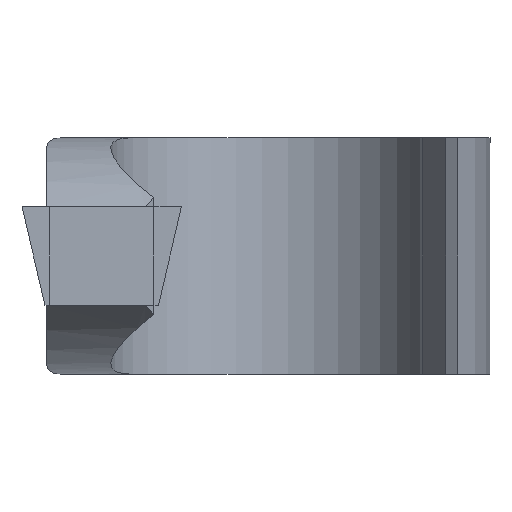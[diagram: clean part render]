
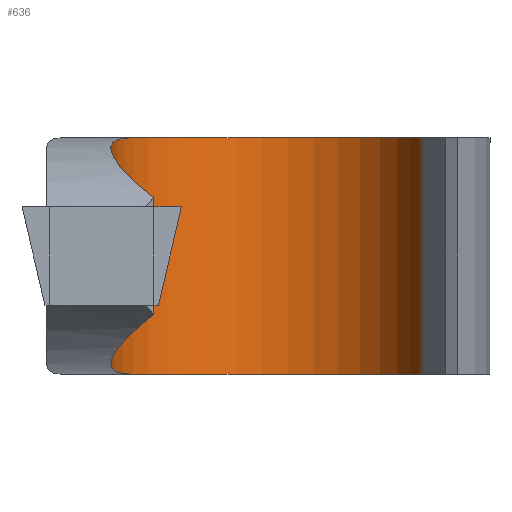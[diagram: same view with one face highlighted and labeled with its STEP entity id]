
A CAD part, front view. The second image highlights one B-rep face of the part: STEP entity #636.
In plain terms, the highlighted cylindrical face has radius 16 mm (diameter 32 mm), a partial arc.
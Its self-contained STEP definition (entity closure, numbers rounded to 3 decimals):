
#17=B_SPLINE_CURVE_WITH_KNOTS('',3,(#922,#923,#924,#925,#926,#927,#928,
#929,#930,#931,#932,#933,#934,#935),.UNSPECIFIED.,.F.,.F.,(4,2,2,2,2,2,
4),(-3.688,-3.099,-2.763,-2.427,
-2.124,-1.822,-1.591),.UNSPECIFIED.);
#18=B_SPLINE_CURVE_WITH_KNOTS('',3,(#939,#940,#941,#942,#943,#944,#945,
#946,#947,#948,#949,#950,#951,#952),.UNSPECIFIED.,.F.,.F.,(4,2,2,2,2,2,
4),(6.619,6.85,7.152,7.454,
7.791,8.127,8.715),.UNSPECIFIED.);
#23=CIRCLE('',#694,16.);
#24=CIRCLE('',#695,16.);
#35=CYLINDRICAL_SURFACE('',#693,16.);
#44=FACE_OUTER_BOUND('',#78,.T.);
#78=EDGE_LOOP('',(#425,#426,#427,#428,#429,#430));
#114=LINE('',#914,#190);
#117=LINE('',#937,#193);
#190=VECTOR('',#743,10.);
#193=VECTOR('',#750,10.);
#266=VERTEX_POINT('',#911);
#267=VERTEX_POINT('',#913);
#269=VERTEX_POINT('',#919);
#270=VERTEX_POINT('',#921);
#271=VERTEX_POINT('',#936);
#272=VERTEX_POINT('',#938);
#328=EDGE_CURVE('',#266,#267,#114,.T.);
#331=EDGE_CURVE('',#266,#269,#23,.T.);
#332=EDGE_CURVE('',#270,#269,#17,.T.);
#333=EDGE_CURVE('',#271,#270,#117,.T.);
#334=EDGE_CURVE('',#272,#271,#18,.T.);
#335=EDGE_CURVE('',#267,#272,#24,.T.);
#425=ORIENTED_EDGE('',*,*,#328,.F.);
#426=ORIENTED_EDGE('',*,*,#331,.T.);
#427=ORIENTED_EDGE('',*,*,#332,.F.);
#428=ORIENTED_EDGE('',*,*,#333,.F.);
#429=ORIENTED_EDGE('',*,*,#334,.F.);
#430=ORIENTED_EDGE('',*,*,#335,.F.);
#636=ADVANCED_FACE('',(#44),#35,.F.);
#693=AXIS2_PLACEMENT_3D('',#918,#746,#747);
#694=AXIS2_PLACEMENT_3D('',#920,#748,#749);
#695=AXIS2_PLACEMENT_3D('',#953,#751,#752);
#743=DIRECTION('',(0.,0.,-1.));
#746=DIRECTION('center_axis',(0.,0.,1.));
#747=DIRECTION('ref_axis',(-0.271,0.963,0.));
#748=DIRECTION('center_axis',(0.,0.,1.));
#749=DIRECTION('ref_axis',(1.,0.,0.));
#750=DIRECTION('',(0.,0.,1.));
#751=DIRECTION('center_axis',(0.,0.,1.));
#752=DIRECTION('ref_axis',(1.,0.,0.));
#911=CARTESIAN_POINT('',(15.649,-3.332,19.));
#913=CARTESIAN_POINT('',(15.649,-3.332,-5.));
#914=CARTESIAN_POINT('',(15.649,-3.332,-5.));
#918=CARTESIAN_POINT('Origin',(0.,0.,-5.));
#919=CARTESIAN_POINT('',(-13.728,8.219,19.));
#920=CARTESIAN_POINT('Origin',(0.,0.,19.));
#921=CARTESIAN_POINT('',(-11.617,-11.002,12.937));
#922=CARTESIAN_POINT('Ctrl Pts',(-11.617,-11.002,12.937));
#923=CARTESIAN_POINT('Ctrl Pts',(-12.84,-9.711,13.842));
#924=CARTESIAN_POINT('Ctrl Pts',(-13.905,-8.141,14.798));
#925=CARTESIAN_POINT('Ctrl Pts',(-15.1,-5.4,16.127));
#926=CARTESIAN_POINT('Ctrl Pts',(-15.438,-4.346,16.575));
#927=CARTESIAN_POINT('Ctrl Pts',(-15.888,-2.19,17.363));
#928=CARTESIAN_POINT('Ctrl Pts',(-16.,-1.087,17.701));
#929=CARTESIAN_POINT('Ctrl Pts',(-16.,0.976,18.223));
#930=CARTESIAN_POINT('Ctrl Pts',(-15.909,1.995,18.433));
#931=CARTESIAN_POINT('Ctrl Pts',(-15.517,4.036,18.754));
#932=CARTESIAN_POINT('Ctrl Pts',(-15.217,5.058,18.865));
#933=CARTESIAN_POINT('Ctrl Pts',(-14.509,6.794,18.978));
#934=CARTESIAN_POINT('Ctrl Pts',(-14.143,7.525,19.));
#935=CARTESIAN_POINT('Ctrl Pts',(-13.728,8.219,19.));
#936=CARTESIAN_POINT('',(-11.617,-11.002,1.063));
#937=CARTESIAN_POINT('',(-11.617,-11.002,-5.));
#938=CARTESIAN_POINT('',(-13.728,8.219,-5.));
#939=CARTESIAN_POINT('Ctrl Pts',(-13.728,8.219,-5.));
#940=CARTESIAN_POINT('Ctrl Pts',(-14.143,7.525,-5.));
#941=CARTESIAN_POINT('Ctrl Pts',(-14.509,6.794,-4.978));
#942=CARTESIAN_POINT('Ctrl Pts',(-15.217,5.058,-4.865));
#943=CARTESIAN_POINT('Ctrl Pts',(-15.517,4.036,-4.754));
#944=CARTESIAN_POINT('Ctrl Pts',(-15.909,1.995,-4.433));
#945=CARTESIAN_POINT('Ctrl Pts',(-16.,0.976,-4.223));
#946=CARTESIAN_POINT('Ctrl Pts',(-16.,-1.087,-3.701));
#947=CARTESIAN_POINT('Ctrl Pts',(-15.888,-2.19,-3.363));
#948=CARTESIAN_POINT('Ctrl Pts',(-15.438,-4.346,-2.575));
#949=CARTESIAN_POINT('Ctrl Pts',(-15.1,-5.4,-2.127));
#950=CARTESIAN_POINT('Ctrl Pts',(-13.905,-8.141,-0.798));
#951=CARTESIAN_POINT('Ctrl Pts',(-12.84,-9.711,0.158));
#952=CARTESIAN_POINT('Ctrl Pts',(-11.617,-11.002,1.063));
#953=CARTESIAN_POINT('Origin',(0.,0.,-5.));
